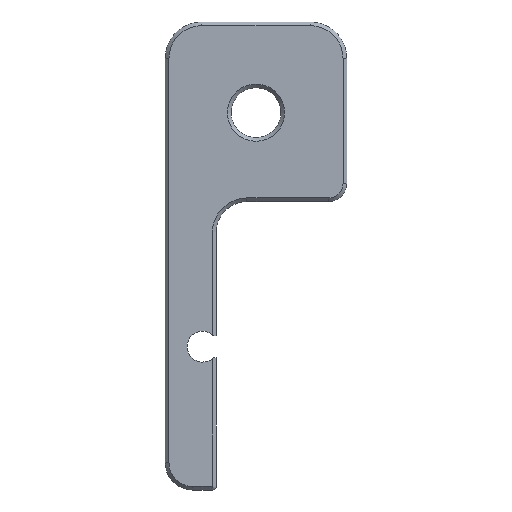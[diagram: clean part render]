
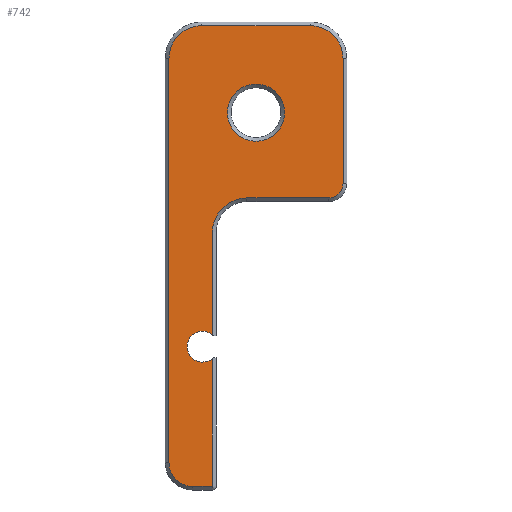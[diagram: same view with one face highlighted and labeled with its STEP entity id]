
A CAD part, left-side view. The second image highlights one B-rep face of the part: STEP entity #742.
In plain terms, the highlighted planar face has unit normal (-1, 0, 0).
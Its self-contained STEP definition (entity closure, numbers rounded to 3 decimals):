
#16=FACE_BOUND('',#133,.T.);
#26=CIRCLE('',#791,2.6);
#29=CIRCLE('',#799,1.7);
#38=CIRCLE('',#821,3.8);
#39=CIRCLE('',#822,1.6);
#40=CIRCLE('',#823,3.6);
#41=CIRCLE('',#824,3.6);
#42=CIRCLE('',#825,3.15);
#84=FACE_OUTER_BOUND('',#132,.T.);
#132=EDGE_LOOP('',(#568,#569,#570,#571,#572,#573,#574,#575,#576,#577,#578,
#579,#580));
#133=EDGE_LOOP('',(#581));
#163=LINE('',#1106,#238);
#170=LINE('',#1119,#245);
#197=LINE('',#1206,#272);
#198=LINE('',#1210,#273);
#199=LINE('',#1214,#274);
#200=LINE('',#1218,#275);
#201=LINE('',#1221,#276);
#238=VECTOR('',#871,10.);
#245=VECTOR('',#880,10.);
#272=VECTOR('',#971,10.);
#273=VECTOR('',#974,10.);
#274=VECTOR('',#977,10.);
#275=VECTOR('',#980,10.);
#276=VECTOR('',#983,10.);
#318=VERTEX_POINT('',#1103);
#319=VERTEX_POINT('',#1105);
#322=VERTEX_POINT('',#1113);
#325=VERTEX_POINT('',#1121);
#332=VERTEX_POINT('',#1139);
#352=VERTEX_POINT('',#1205);
#353=VERTEX_POINT('',#1207);
#354=VERTEX_POINT('',#1209);
#355=VERTEX_POINT('',#1211);
#356=VERTEX_POINT('',#1213);
#357=VERTEX_POINT('',#1215);
#358=VERTEX_POINT('',#1217);
#359=VERTEX_POINT('',#1219);
#360=VERTEX_POINT('',#1222);
#380=EDGE_CURVE('',#318,#319,#163,.T.);
#387=EDGE_CURVE('',#319,#322,#170,.T.);
#390=EDGE_CURVE('',#322,#325,#26,.T.);
#398=EDGE_CURVE('',#318,#332,#29,.T.);
#430=EDGE_CURVE('',#352,#332,#197,.T.);
#431=EDGE_CURVE('',#353,#352,#38,.T.);
#432=EDGE_CURVE('',#354,#353,#198,.T.);
#433=EDGE_CURVE('',#355,#354,#39,.T.);
#434=EDGE_CURVE('',#356,#355,#199,.T.);
#435=EDGE_CURVE('',#357,#356,#40,.T.);
#436=EDGE_CURVE('',#358,#357,#200,.T.);
#437=EDGE_CURVE('',#359,#358,#41,.T.);
#438=EDGE_CURVE('',#325,#359,#201,.T.);
#439=EDGE_CURVE('',#360,#360,#42,.T.);
#568=ORIENTED_EDGE('',*,*,#380,.F.);
#569=ORIENTED_EDGE('',*,*,#398,.T.);
#570=ORIENTED_EDGE('',*,*,#430,.F.);
#571=ORIENTED_EDGE('',*,*,#431,.F.);
#572=ORIENTED_EDGE('',*,*,#432,.F.);
#573=ORIENTED_EDGE('',*,*,#433,.F.);
#574=ORIENTED_EDGE('',*,*,#434,.F.);
#575=ORIENTED_EDGE('',*,*,#435,.F.);
#576=ORIENTED_EDGE('',*,*,#436,.F.);
#577=ORIENTED_EDGE('',*,*,#437,.F.);
#578=ORIENTED_EDGE('',*,*,#438,.F.);
#579=ORIENTED_EDGE('',*,*,#390,.F.);
#580=ORIENTED_EDGE('',*,*,#387,.F.);
#581=ORIENTED_EDGE('',*,*,#439,.F.);
#710=PLANE('',#820);
#742=ADVANCED_FACE('',(#84,#16),#710,.T.);
#791=AXIS2_PLACEMENT_3D('',#1125,#886,#887);
#799=AXIS2_PLACEMENT_3D('',#1141,#904,#905);
#820=AXIS2_PLACEMENT_3D('',#1204,#969,#970);
#821=AXIS2_PLACEMENT_3D('',#1208,#972,#973);
#822=AXIS2_PLACEMENT_3D('',#1212,#975,#976);
#823=AXIS2_PLACEMENT_3D('',#1216,#978,#979);
#824=AXIS2_PLACEMENT_3D('',#1220,#981,#982);
#825=AXIS2_PLACEMENT_3D('',#1223,#984,#985);
#871=DIRECTION('',(0.,0.,-1.));
#880=DIRECTION('',(0.,1.,0.));
#886=DIRECTION('center_axis',(1.,0.,0.));
#887=DIRECTION('ref_axis',(0.,0.707,-0.707));
#904=DIRECTION('center_axis',(1.,0.,0.));
#905=DIRECTION('ref_axis',(0.,-1.,0.));
#969=DIRECTION('center_axis',(-1.,0.,0.));
#970=DIRECTION('ref_axis',(0.,-1.,0.));
#971=DIRECTION('',(0.,0.,-1.));
#972=DIRECTION('center_axis',(-1.,0.,0.));
#973=DIRECTION('ref_axis',(0.,0.,1.));
#974=DIRECTION('',(0.,1.,0.));
#975=DIRECTION('center_axis',(1.,0.,0.));
#976=DIRECTION('ref_axis',(0.,-0.707,-0.707));
#977=DIRECTION('',(0.,0.,-1.));
#978=DIRECTION('center_axis',(1.,0.,0.));
#979=DIRECTION('ref_axis',(0.,-0.707,0.707));
#980=DIRECTION('',(0.,-1.,0.));
#981=DIRECTION('center_axis',(1.,0.,0.));
#982=DIRECTION('ref_axis',(0.,0.707,0.707));
#983=DIRECTION('',(0.,0.,1.));
#984=DIRECTION('center_axis',(-1.,0.,0.));
#985=DIRECTION('ref_axis',(0.,-1.,0.));
#1103=CARTESIAN_POINT('',(102.035,128.,85.182));
#1105=CARTESIAN_POINT('',(102.035,128.,71.079));
#1106=CARTESIAN_POINT('',(102.035,128.,84.179));
#1113=CARTESIAN_POINT('',(102.035,130.2,71.079));
#1119=CARTESIAN_POINT('',(102.035,91.6,71.079));
#1121=CARTESIAN_POINT('',(102.035,132.8,73.679));
#1125=CARTESIAN_POINT('Origin',(102.035,130.2,73.679));
#1139=CARTESIAN_POINT('',(102.035,128.,87.775));
#1141=CARTESIAN_POINT('Origin',(102.035,129.1,86.479));
#1204=CARTESIAN_POINT('Origin',(102.035,60.,94.479));
#1205=CARTESIAN_POINT('',(102.035,128.,99.079));
#1206=CARTESIAN_POINT('',(102.035,128.,90.879));
#1207=CARTESIAN_POINT('',(102.035,124.2,102.879));
#1208=CARTESIAN_POINT('Origin',(102.035,124.2,99.079));
#1209=CARTESIAN_POINT('',(102.035,115.2,102.879));
#1210=CARTESIAN_POINT('',(102.035,92.1,102.879));
#1211=CARTESIAN_POINT('',(102.035,113.6,104.479));
#1212=CARTESIAN_POINT('Origin',(102.035,115.2,104.479));
#1213=CARTESIAN_POINT('',(102.035,113.6,118.279));
#1214=CARTESIAN_POINT('',(102.035,113.6,98.479));
#1215=CARTESIAN_POINT('',(102.035,117.2,121.879));
#1216=CARTESIAN_POINT('Origin',(102.035,117.2,118.279));
#1217=CARTESIAN_POINT('',(102.035,129.2,121.879));
#1218=CARTESIAN_POINT('',(102.035,86.6,121.879));
#1219=CARTESIAN_POINT('',(102.035,132.8,118.279));
#1220=CARTESIAN_POINT('Origin',(102.035,129.2,118.279));
#1221=CARTESIAN_POINT('',(102.035,132.8,108.379));
#1222=CARTESIAN_POINT('',(102.035,126.35,112.279));
#1223=CARTESIAN_POINT('Origin',(102.035,123.2,112.279));
